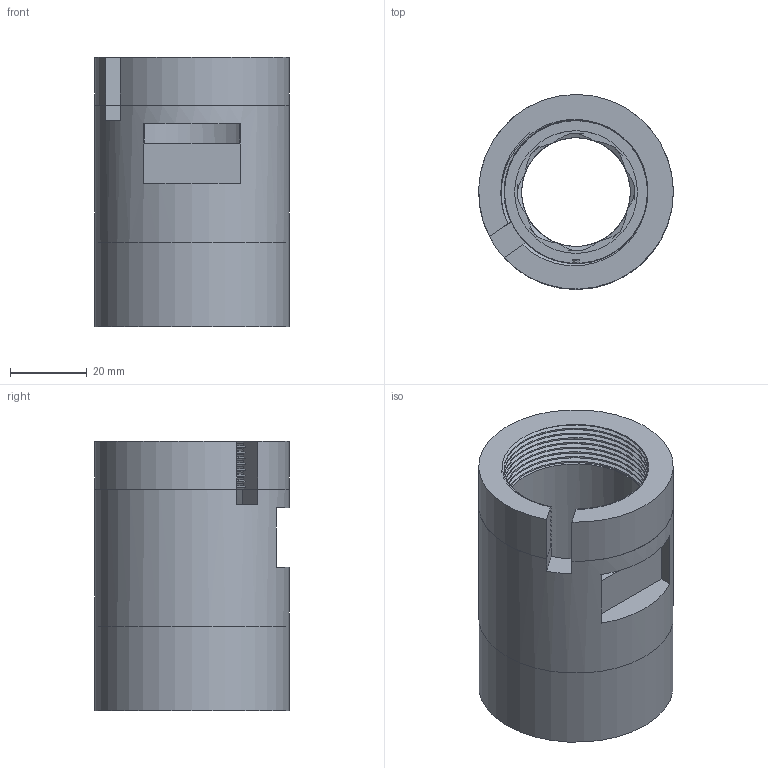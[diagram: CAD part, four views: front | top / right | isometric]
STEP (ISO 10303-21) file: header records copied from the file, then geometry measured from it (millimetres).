
FILE_DESCRIPTION(/* description */ (''),/* implementation_level */ '2;1');
FILE_NAME(/* name */ 'Housing.step',/* time_stamp */ '2024-11-05T02:42:22+09:00',/* author */ (''),/* organization */ (''),/* preprocessor_version */ 'ST-DEVELOPER v20',/* originating_system */ 'Autodesk Translation Framework v13.20.0.188',/* authorisation */ '');
FILE_SCHEMA (('AUTOMOTIVE_DESIGN { 1 0 10303 214 3 1 1 }'));
Length unit declared in the file: millimetre
Products named in the file (1): PVS-114514
Bounding box: 50.75 x 50.75 x 70.23 mm (x, y, z)
Volume: 71154.6 mm3; surface area: 27498.6 mm2
Topology: 3 solids, 3 shells, 111 faces, 315 edges, 212 vertices
Faces by surface type: cylinder 43, bspline 43, plane 25
Full cylindrical faces by diameter (mm): 31 x1, 32 x2, 37.25 x1, 50.75 x2
Entity records: 11591 total; most frequent: CARTESIAN_POINT 9116, ORIENTED_EDGE 630, DIRECTION 336, EDGE_CURVE 315, VERTEX_POINT 212, B_SPLINE_CURVE_WITH_KNOTS 140, AXIS2_PLACEMENT_3D 124, EDGE_LOOP 119
